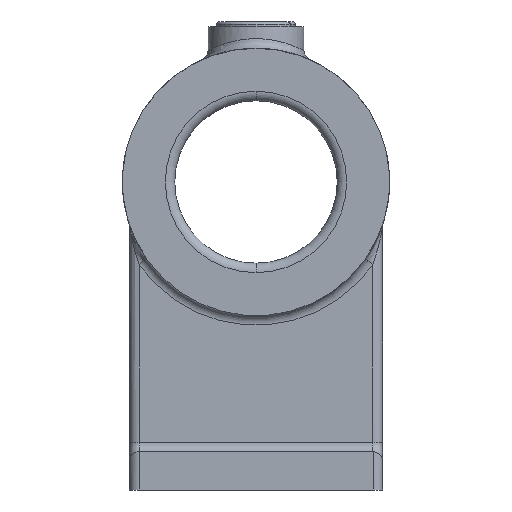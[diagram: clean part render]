
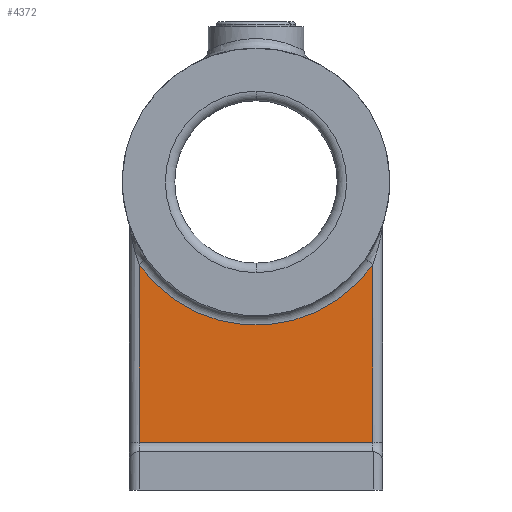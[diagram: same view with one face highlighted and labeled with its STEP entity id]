
A CAD part, front view. The second image highlights one B-rep face of the part: STEP entity #4372.
In plain terms, the highlighted planar face has unit normal (0, -1, 0).
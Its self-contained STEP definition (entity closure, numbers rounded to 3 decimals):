
#13 = VERTEX_POINT ( 'NONE', #5434 ) ;
#282 = EDGE_CURVE ( 'NONE', #4738, #6143, #2229, .T. ) ;
#320 = EDGE_CURVE ( 'NONE', #13, #4738, #2197, .T. ) ;
#326 = EDGE_CURVE ( 'NONE', #4440, #13, #2182, .T. ) ;
#1096 = EDGE_CURVE ( 'NONE', #6143, #4440, #1446, .T. ) ;
#1298 = AXIS2_PLACEMENT_3D ( 'NONE', #1831, #1822, #1820 ) ;
#1446 = CIRCLE ( 'NONE', #1298, 30. ) ;
#1820 = DIRECTION ( 'NONE',  ( 0., 0., 1. ) ) ;
#1822 = DIRECTION ( 'NONE',  ( 0., 1., 0. ) ) ;
#1831 = CARTESIAN_POINT ( 'NONE',  ( 0., -23., 64.5 ) ) ;
#2166 = VECTOR ( 'NONE', #5259, 1000. ) ;
#2182 = LINE ( 'NONE', #5274, #2166 ) ;
#2197 = LINE ( 'NONE', #5713, #2221 ) ;
#2211 = VECTOR ( 'NONE', #5711, 1000. ) ;
#2221 = VECTOR ( 'NONE', #5644, 1000. ) ;
#2229 = LINE ( 'NONE', #5849, #2211 ) ;
#2525 = ORIENTED_EDGE ( 'NONE', *, *, #320, .T. ) ;
#2641 = ORIENTED_EDGE ( 'NONE', *, *, #282, .T. ) ;
#2646 = ORIENTED_EDGE ( 'NONE', *, *, #326, .T. ) ;
#2699 = ORIENTED_EDGE ( 'NONE', *, *, #1096, .T. ) ;
#2713 = EDGE_LOOP ( 'NONE', ( #2646, #2525, #2641, #2699 ) ) ;
#2886 = CARTESIAN_POINT ( 'NONE',  ( 24.5, -23., 10. ) ) ;
#2984 = AXIS2_PLACEMENT_3D ( 'NONE', #4541, #4525, #4506 ) ;
#3165 = CARTESIAN_POINT ( 'NONE',  ( 24.5, -23., 47.187 ) ) ;
#3947 = CARTESIAN_POINT ( 'NONE',  ( -24.5, -23., 47.187 ) ) ;
#4372 = ADVANCED_FACE ( 'NONE', ( #5837 ), #4610, .F. ) ;
#4440 = VERTEX_POINT ( 'NONE', #3947 ) ;
#4506 = DIRECTION ( 'NONE',  ( 0., 0., 1. ) ) ;
#4525 = DIRECTION ( 'NONE',  ( 0., 1., 0. ) ) ;
#4541 = CARTESIAN_POINT ( 'NONE',  ( 0., -23., 92.501 ) ) ;
#4610 = PLANE ( 'NONE',  #2984 ) ;
#4738 = VERTEX_POINT ( 'NONE', #2886 ) ;
#5259 = DIRECTION ( 'NONE',  ( 0., 0., -1. ) ) ;
#5274 = CARTESIAN_POINT ( 'NONE',  ( -24.5, -23., 92.501 ) ) ;
#5434 = CARTESIAN_POINT ( 'NONE',  ( -24.5, -23., 10. ) ) ;
#5644 = DIRECTION ( 'NONE',  ( 1., 0., 0. ) ) ;
#5711 = DIRECTION ( 'NONE',  ( 0., 0., 1. ) ) ;
#5713 = CARTESIAN_POINT ( 'NONE',  ( 0., -23., 10. ) ) ;
#5837 = FACE_OUTER_BOUND ( 'NONE', #2713, .T. ) ;
#5849 = CARTESIAN_POINT ( 'NONE',  ( 24.5, -23., 92.501 ) ) ;
#6143 = VERTEX_POINT ( 'NONE', #3165 ) ;
